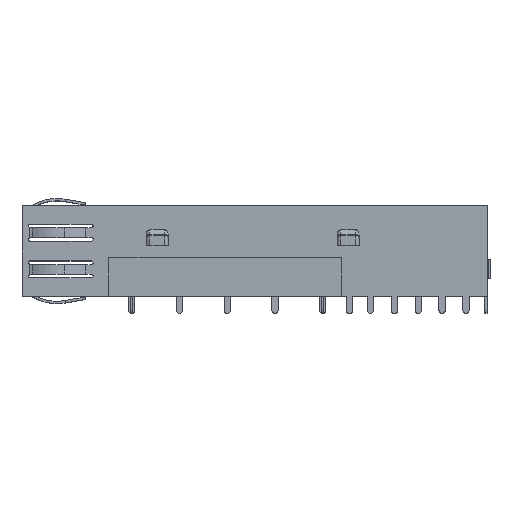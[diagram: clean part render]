
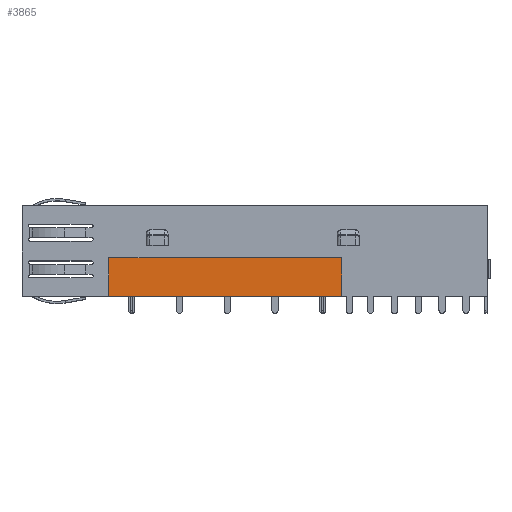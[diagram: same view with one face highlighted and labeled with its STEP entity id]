
A CAD part, top view. The second image highlights one B-rep face of the part: STEP entity #3865.
In plain terms, the highlighted planar face has unit normal (0, 0, 1).
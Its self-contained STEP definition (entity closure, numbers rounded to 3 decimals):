
#158 = CARTESIAN_POINT ( 'NONE',  ( -2.4, 0., 14.625 ) ) ;
#331 = VECTOR ( 'NONE', #2687, 1000. ) ;
#1171 = VERTEX_POINT ( 'NONE', #7061 ) ;
#1644 = CARTESIAN_POINT ( 'NONE',  ( -2.4, 4., 14.625 ) ) ;
#2385 = ORIENTED_EDGE ( 'NONE', *, *, #6817, .T. ) ;
#2687 = DIRECTION ( 'NONE',  ( 0., -1., 0. ) ) ;
#3052 = CARTESIAN_POINT ( 'NONE',  ( 22., 4., 14.625 ) ) ;
#3576 = AXIS2_PLACEMENT_3D ( 'NONE', #12149, #4049, #7347 ) ;
#3659 = DIRECTION ( 'NONE',  ( 1., 0., 0. ) ) ;
#3865 = ADVANCED_FACE ( 'NONE', ( #13256 ), #9814, .F. ) ;
#4049 = DIRECTION ( 'NONE',  ( 0., 0., -1. ) ) ;
#4905 = VERTEX_POINT ( 'NONE', #9590 ) ;
#4938 = DIRECTION ( 'NONE',  ( -1., 0., 0. ) ) ;
#5551 = ORIENTED_EDGE ( 'NONE', *, *, #10363, .T. ) ;
#5876 = ORIENTED_EDGE ( 'NONE', *, *, #8825, .T. ) ;
#6138 = CARTESIAN_POINT ( 'NONE',  ( -2.4, 0., 14.625 ) ) ;
#6355 = CARTESIAN_POINT ( 'NONE',  ( 22., 0., 14.625 ) ) ;
#6811 = DIRECTION ( 'NONE',  ( 0., 1., 0. ) ) ;
#6817 = EDGE_CURVE ( 'NONE', #12744, #8927, #7923, .T. ) ;
#7061 = CARTESIAN_POINT ( 'NONE',  ( -2.4, 0., 14.625 ) ) ;
#7347 = DIRECTION ( 'NONE',  ( -1., 0., 0. ) ) ;
#7923 = LINE ( 'NONE', #11460, #8270 ) ;
#8141 = LINE ( 'NONE', #158, #8717 ) ;
#8188 = ORIENTED_EDGE ( 'NONE', *, *, #12763, .T. ) ;
#8270 = VECTOR ( 'NONE', #6811, 1000. ) ;
#8717 = VECTOR ( 'NONE', #3659, 1000. ) ;
#8811 = VECTOR ( 'NONE', #4938, 1000. ) ;
#8825 = EDGE_CURVE ( 'NONE', #4905, #1171, #13783, .T. ) ;
#8927 = VERTEX_POINT ( 'NONE', #3052 ) ;
#9590 = CARTESIAN_POINT ( 'NONE',  ( -2.4, 4., 14.625 ) ) ;
#9814 = PLANE ( 'NONE',  #3576 ) ;
#10363 = EDGE_CURVE ( 'NONE', #1171, #12744, #8141, .T. ) ;
#11135 = EDGE_LOOP ( 'NONE', ( #5876, #5551, #2385, #8188 ) ) ;
#11460 = CARTESIAN_POINT ( 'NONE',  ( 22., 0., 14.625 ) ) ;
#12149 = CARTESIAN_POINT ( 'NONE',  ( 0., 0., 14.625 ) ) ;
#12744 = VERTEX_POINT ( 'NONE', #6355 ) ;
#12763 = EDGE_CURVE ( 'NONE', #8927, #4905, #14068, .T. ) ;
#13256 = FACE_OUTER_BOUND ( 'NONE', #11135, .T. ) ;
#13783 = LINE ( 'NONE', #6138, #331 ) ;
#14068 = LINE ( 'NONE', #1644, #8811 ) ;
